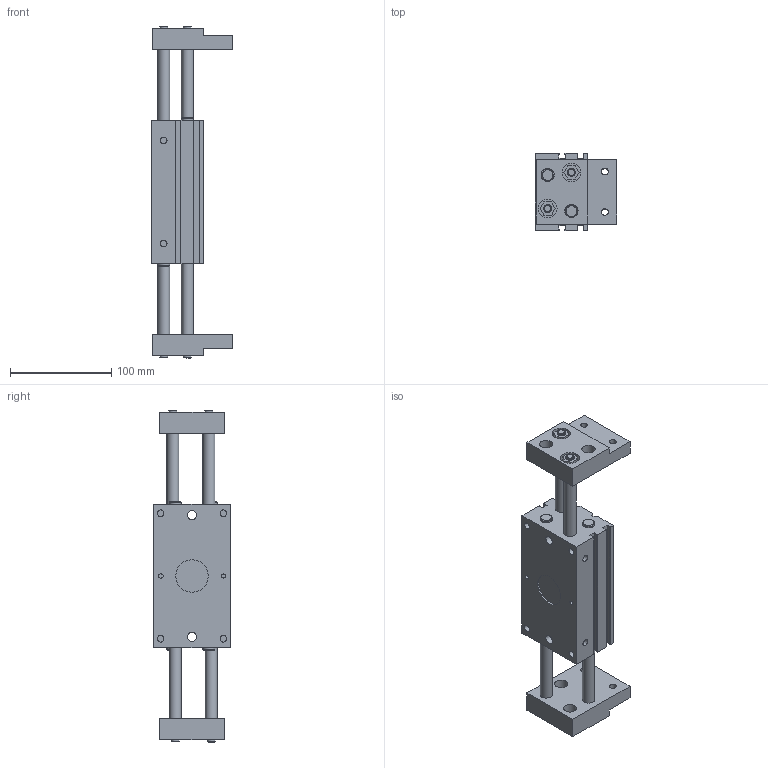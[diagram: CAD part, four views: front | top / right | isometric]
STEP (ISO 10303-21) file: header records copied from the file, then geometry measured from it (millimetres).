
FILE_DESCRIPTION((''),'2;1');
FILE_NAME('631125D1.stp','2007-02-24T10:56:01',('maffial1'),(''),'Autodesk Inventor 11','Autodesk Inventor 11','');
FILE_SCHEMA(('AUTOMOTIVE_DESIGN { 1 0 10303 214 1 1 1 1 }'));
Length unit declared in the file: millimetre
Products named in the file (3): 631125D1; CORPO Ø25 D1; DITO Ø25 D1
Assembly tree (3 placements, depth 2):
  631125D1
    CORPO Ø25 D1
    DITO Ø25 D1  x2
Bounding box: 81 x 76 x 328 mm (x, y, z)
Volume: 732823.6 mm3; surface area: 148751.2 mm2
Topology: 3 solids, 3 shells, 159 faces, 380 edges, 254 vertices
Faces by surface type: plane 101, bspline 34, cylinder 16, cone 8
Full cylindrical faces by diameter (mm): 4 x1, 8 x4, 12 x8, 32 x1
Entity records: 3542 total; most frequent: CARTESIAN_POINT 857, DIRECTION 502, ORIENTED_EDGE 496, EDGE_CURVE 248, VECTOR 188, LINE 188, EDGE_LOOP 186, VERTEX_POINT 184
